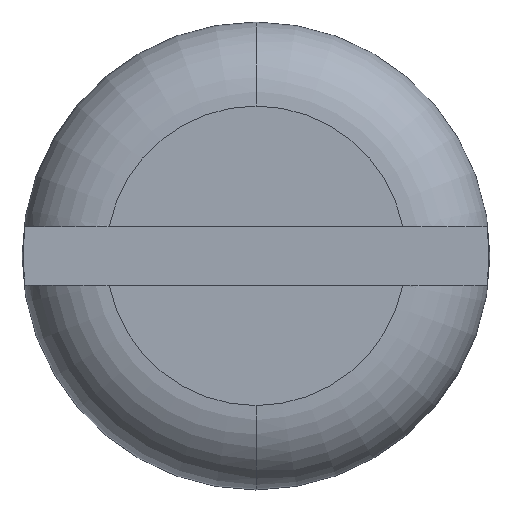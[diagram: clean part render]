
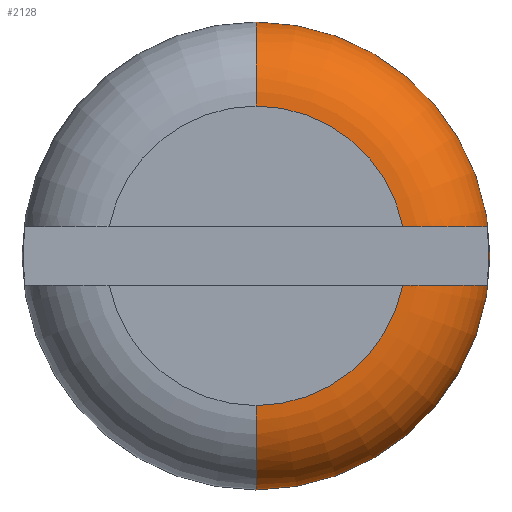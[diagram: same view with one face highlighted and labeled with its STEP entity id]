
A CAD part, top view. The second image highlights one B-rep face of the part: STEP entity #2128.
In plain terms, the highlighted toroidal (fillet/blend) face has major radius 1.6 mm and minor radius 0.9 mm.
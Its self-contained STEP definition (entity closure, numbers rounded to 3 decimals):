
#7 = CARTESIAN_POINT ( 'NONE',  ( 0., 0., 0.6 ) ) ;
#8 = DIRECTION ( 'NONE',  ( 0., 1., 0. ) ) ;
#34 = CARTESIAN_POINT ( 'NONE',  ( 1.569, -0.313, 1.5 ) ) ;
#63 = DIRECTION ( 'NONE',  ( 0., 0., 1. ) ) ;
#71 = ORIENTED_EDGE ( 'NONE', *, *, #3488, .F. ) ;
#125 = EDGE_CURVE ( 'NONE', #1823, #2370, #579, .T. ) ;
#139 = CIRCLE ( 'NONE', #773, 2.487 ) ;
#187 = CIRCLE ( 'NONE', #3455, 0.9 ) ;
#190 = CARTESIAN_POINT ( 'NONE',  ( 1.569, 0.312, 1.5 ) ) ;
#298 = EDGE_CURVE ( 'NONE', #2370, #2989, #3247, .T. ) ;
#315 = CARTESIAN_POINT ( 'NONE',  ( 0., -1.6, 1.5 ) ) ;
#319 = CARTESIAN_POINT ( 'NONE',  ( 2.468, 0.312, 0.75 ) ) ;
#320 = ORIENTED_EDGE ( 'NONE', *, *, #2892, .T. ) ;
#410 = ORIENTED_EDGE ( 'NONE', *, *, #2869, .T. ) ;
#479 = AXIS2_PLACEMENT_3D ( 'NONE', #7, #3099, #1929 ) ;
#555 = FACE_OUTER_BOUND ( 'NONE', #2683, .T. ) ;
#579 = CIRCLE ( 'NONE', #1189, 2.5 ) ;
#600 = CARTESIAN_POINT ( 'NONE',  ( 2.319, -0.313, 1.154 ) ) ;
#685 = AXIS2_PLACEMENT_3D ( 'NONE', #2467, #2724, #1082 ) ;
#773 = AXIS2_PLACEMENT_3D ( 'NONE', #1993, #63, #1736 ) ;
#826 = ORIENTED_EDGE ( 'NONE', *, *, #3638, .T. ) ;
#872 = CARTESIAN_POINT ( 'NONE',  ( 1.569, 0.312, 1.5 ) ) ;
#892 = CARTESIAN_POINT ( 'NONE',  ( 1.781, -0.313, 1.5 ) ) ;
#926 = CARTESIAN_POINT ( 'NONE',  ( 2.468, 0.312, 0.75 ) ) ;
#1082 = DIRECTION ( 'NONE',  ( 0., 1., 0. ) ) ;
#1088 = TOROIDAL_SURFACE ( 'NONE', #685, 1.6, 0.9 ) ;
#1141 = CARTESIAN_POINT ( 'NONE',  ( 0., 0., 1.5 ) ) ;
#1147 = CARTESIAN_POINT ( 'NONE',  ( 0., -2.5, 0.6 ) ) ;
#1169 = CARTESIAN_POINT ( 'NONE',  ( 1.991, 0.312, 1.426 ) ) ;
#1176 = DIRECTION ( 'NONE',  ( 0., 1., 0. ) ) ;
#1189 = AXIS2_PLACEMENT_3D ( 'NONE', #3233, #2404, #1398 ) ;
#1210 = ORIENTED_EDGE ( 'NONE', *, *, #2472, .T. ) ;
#1274 = CIRCLE ( 'NONE', #1392, 1.6 ) ;
#1291 = VERTEX_POINT ( 'NONE', #3531 ) ;
#1376 = B_SPLINE_CURVE_WITH_KNOTS ( 'NONE', 3,
 ( #872, #1447, #1169, #3409, #2022, #319 ),
 .UNSPECIFIED., .F., .F.,
 ( 4, 2, 4 ),
 ( 0.001, 0.002, 0.002 ),
 .UNSPECIFIED. ) ;
#1392 = AXIS2_PLACEMENT_3D ( 'NONE', #1141, #3380, #1176 ) ;
#1398 = DIRECTION ( 'NONE',  ( 0., 1., 0. ) ) ;
#1409 = DIRECTION ( 'NONE',  ( 1., 0., 0. ) ) ;
#1425 = CARTESIAN_POINT ( 'NONE',  ( 0., 0., 1.5 ) ) ;
#1447 = CARTESIAN_POINT ( 'NONE',  ( 1.783, 0.312, 1.5 ) ) ;
#1459 = DIRECTION ( 'NONE',  ( 0., 0., -1. ) ) ;
#1473 = DIRECTION ( 'NONE',  ( -1., 0., 0. ) ) ;
#1513 = ORIENTED_EDGE ( 'NONE', *, *, #298, .F. ) ;
#1736 = DIRECTION ( 'NONE',  ( 1., 0., 0. ) ) ;
#1744 = VERTEX_POINT ( 'NONE', #190 ) ;
#1823 = VERTEX_POINT ( 'NONE', #2885 ) ;
#1929 = DIRECTION ( 'NONE',  ( 0., 1., 0. ) ) ;
#1993 = CARTESIAN_POINT ( 'NONE',  ( 0., 0., 0.75 ) ) ;
#2007 = CARTESIAN_POINT ( 'NONE',  ( 2.432, -0.313, 0.958 ) ) ;
#2021 = DIRECTION ( 'NONE',  ( 0., 0., 1. ) ) ;
#2022 = CARTESIAN_POINT ( 'NONE',  ( 2.432, 0.312, 0.961 ) ) ;
#2032 = VERTEX_POINT ( 'NONE', #2932 ) ;
#2068 = ORIENTED_EDGE ( 'NONE', *, *, #2966, .F. ) ;
#2101 = AXIS2_PLACEMENT_3D ( 'NONE', #3367, #1409, #8 ) ;
#2128 = ADVANCED_FACE ( 'NONE', ( #555 ), #1088, .T. ) ;
#2251 = VERTEX_POINT ( 'NONE', #315 ) ;
#2270 = CARTESIAN_POINT ( 'NONE',  ( 2.468, -0.313, 0.75 ) ) ;
#2291 = CARTESIAN_POINT ( 'NONE',  ( 0., 1.6, 0.6 ) ) ;
#2303 = CARTESIAN_POINT ( 'NONE',  ( 2.5, 0., 0.6 ) ) ;
#2305 = CARTESIAN_POINT ( 'NONE',  ( 1.993, -0.313, 1.424 ) ) ;
#2370 = VERTEX_POINT ( 'NONE', #2303 ) ;
#2372 = VERTEX_POINT ( 'NONE', #2856 ) ;
#2404 = DIRECTION ( 'NONE',  ( 0., 0., -1. ) ) ;
#2467 = CARTESIAN_POINT ( 'NONE',  ( 0., 0., 0.6 ) ) ;
#2472 = EDGE_CURVE ( 'NONE', #2251, #2989, #3218, .T. ) ;
#2483 = AXIS2_PLACEMENT_3D ( 'NONE', #1425, #1459, #2860 ) ;
#2631 = ORIENTED_EDGE ( 'NONE', *, *, #2917, .T. ) ;
#2683 = EDGE_LOOP ( 'NONE', ( #826, #1210, #1513, #3357, #71, #410, #320, #2068, #2631 ) ) ;
#2724 = DIRECTION ( 'NONE',  ( 0., 0., -1. ) ) ;
#2784 = B_SPLINE_CURVE_WITH_KNOTS ( 'NONE', 3,
 ( #2270, #2007, #600, #2305, #892, #34 ),
 .UNSPECIFIED., .F., .F.,
 ( 4, 2, 4 ),
 ( 0.003, 0.004, 0.004 ),
 .UNSPECIFIED. ) ;
#2856 = CARTESIAN_POINT ( 'NONE',  ( 0., 1.6, 1.5 ) ) ;
#2860 = DIRECTION ( 'NONE',  ( 0., 1., 0. ) ) ;
#2869 = EDGE_CURVE ( 'NONE', #2372, #1744, #3202, .T. ) ;
#2885 = CARTESIAN_POINT ( 'NONE',  ( 0., 2.5, 0.6 ) ) ;
#2892 = EDGE_CURVE ( 'NONE', #1744, #3316, #1376, .T. ) ;
#2917 = EDGE_CURVE ( 'NONE', #1291, #2032, #2784, .T. ) ;
#2932 = CARTESIAN_POINT ( 'NONE',  ( 1.569, -0.313, 1.5 ) ) ;
#2966 = EDGE_CURVE ( 'NONE', #1291, #3316, #139, .T. ) ;
#2989 = VERTEX_POINT ( 'NONE', #1147 ) ;
#3099 = DIRECTION ( 'NONE',  ( 0., 0., -1. ) ) ;
#3202 = CIRCLE ( 'NONE', #2483, 1.6 ) ;
#3218 = CIRCLE ( 'NONE', #2101, 0.9 ) ;
#3233 = CARTESIAN_POINT ( 'NONE',  ( 0., 0., 0.6 ) ) ;
#3247 = CIRCLE ( 'NONE', #479, 2.5 ) ;
#3316 = VERTEX_POINT ( 'NONE', #926 ) ;
#3357 = ORIENTED_EDGE ( 'NONE', *, *, #125, .F. ) ;
#3367 = CARTESIAN_POINT ( 'NONE',  ( 0., -1.6, 0.6 ) ) ;
#3380 = DIRECTION ( 'NONE',  ( 0., 0., -1. ) ) ;
#3409 = CARTESIAN_POINT ( 'NONE',  ( 2.32, 0.312, 1.153 ) ) ;
#3455 = AXIS2_PLACEMENT_3D ( 'NONE', #2291, #1473, #2021 ) ;
#3488 = EDGE_CURVE ( 'NONE', #2372, #1823, #187, .T. ) ;
#3531 = CARTESIAN_POINT ( 'NONE',  ( 2.468, -0.313, 0.75 ) ) ;
#3638 = EDGE_CURVE ( 'NONE', #2032, #2251, #1274, .T. ) ;
